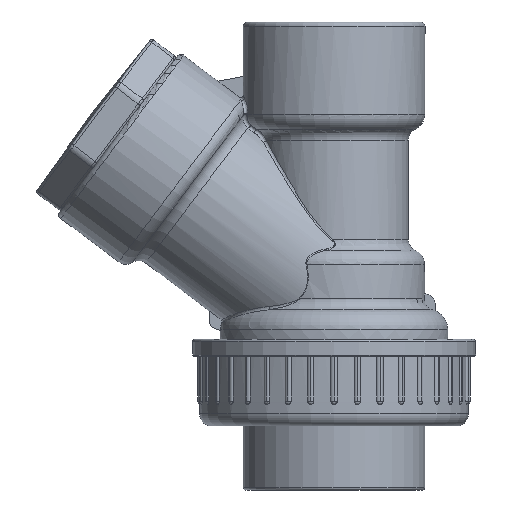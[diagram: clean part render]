
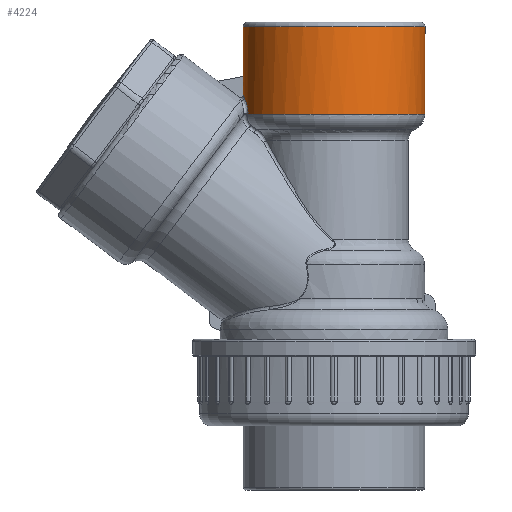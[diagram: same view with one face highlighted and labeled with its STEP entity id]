
A CAD part, left-side view. The second image highlights one B-rep face of the part: STEP entity #4224.
In plain terms, the highlighted cylindrical face has radius 37.8 mm (diameter 75.6 mm), a full revolution.
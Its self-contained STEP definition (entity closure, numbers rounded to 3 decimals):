
#119=ELLIPSE('',#5305,38.507,37.8);
#393=B_SPLINE_CURVE_WITH_KNOTS('',3,(#10225,#10226,#10227,#10228),
 .UNSPECIFIED.,.F.,.F.,(4,4),(0.,1.),.UNSPECIFIED.);
#394=B_SPLINE_CURVE_WITH_KNOTS('',3,(#10230,#10231,#10232,#10233,#10234,
#10235,#10236,#10237),.UNSPECIFIED.,.F.,.F.,(4,2,2,4),(0.,0.5,
0.75,1.),.UNSPECIFIED.);
#395=B_SPLINE_CURVE_WITH_KNOTS('',3,(#10241,#10242,#10243,#10244,#10245,
#10246,#10247,#10248),.UNSPECIFIED.,.F.,.F.,(4,2,2,4),(0.,0.25,0.5,1.),
 .UNSPECIFIED.);
#396=B_SPLINE_CURVE_WITH_KNOTS('',3,(#10250,#10251,#10252,#10253),
 .UNSPECIFIED.,.F.,.F.,(4,4),(0.,1.),.UNSPECIFIED.);
#517=LINE('',#10218,#692);
#518=LINE('',#10223,#693);
#692=VECTOR('',#6067,1.);
#693=VECTOR('',#6070,1.);
#920=CYLINDRICAL_SURFACE('',#5307,37.8);
#1161=EDGE_LOOP('',(#1668));
#1162=EDGE_LOOP('',(#1669,#1670,#1671,#1672,#1673,#1674,#1675,#1676));
#1668=ORIENTED_EDGE('',*,*,#3082,.T.);
#1669=ORIENTED_EDGE('',*,*,#3083,.T.);
#1670=ORIENTED_EDGE('',*,*,#3084,.F.);
#1671=ORIENTED_EDGE('',*,*,#3085,.F.);
#1672=ORIENTED_EDGE('',*,*,#3086,.T.);
#1673=ORIENTED_EDGE('',*,*,#3087,.T.);
#1674=ORIENTED_EDGE('',*,*,#3088,.T.);
#1675=ORIENTED_EDGE('',*,*,#3089,.T.);
#1676=ORIENTED_EDGE('',*,*,#3090,.T.);
#3082=EDGE_CURVE('',#4817,#4817,#3740,.T.);
#3083=EDGE_CURVE('',#4818,#4819,#517,.T.);
#3084=EDGE_CURVE('',#4820,#4819,#119,.T.);
#3085=EDGE_CURVE('',#4821,#4820,#518,.T.);
#3086=EDGE_CURVE('',#4821,#4822,#393,.T.);
#3087=EDGE_CURVE('',#4822,#4823,#394,.T.);
#3088=EDGE_CURVE('',#4823,#4824,#3741,.T.);
#3089=EDGE_CURVE('',#4824,#4825,#395,.T.);
#3090=EDGE_CURVE('',#4825,#4818,#396,.T.);
#3740=CIRCLE('',#5304,37.8);
#3741=CIRCLE('',#5306,37.8);
#4224=ADVANCED_FACE('',(#4575,#4576),#920,.T.);
#4575=FACE_BOUND('',#1161,.T.);
#4576=FACE_BOUND('',#1162,.T.);
#4817=VERTEX_POINT('',#10217);
#4818=VERTEX_POINT('',#10219);
#4819=VERTEX_POINT('',#10220);
#4820=VERTEX_POINT('',#10222);
#4821=VERTEX_POINT('',#10224);
#4822=VERTEX_POINT('',#10229);
#4823=VERTEX_POINT('',#10238);
#4824=VERTEX_POINT('',#10240);
#4825=VERTEX_POINT('',#10249);
#5304=AXIS2_PLACEMENT_3D('',#10216,#6065,#6066);
#5305=AXIS2_PLACEMENT_3D('',#10221,#6068,#6069);
#5306=AXIS2_PLACEMENT_3D('',#10239,#6071,#6072);
#5307=AXIS2_PLACEMENT_3D('',#10254,#6073,#6074);
#6065=DIRECTION('',(0.,0.,-1.));
#6066=DIRECTION('',(1.,0.,0.));
#6067=DIRECTION('',(0.,0.,1.));
#6068=DIRECTION('',(0.,-0.191,-0.982));
#6069=DIRECTION('',(0.,-0.982,0.191));
#6070=DIRECTION('',(0.,0.,1.));
#6071=DIRECTION('',(0.,0.,1.));
#6072=DIRECTION('',(-1.,0.,0.));
#6073=DIRECTION('',(0.,0.,1.));
#6074=DIRECTION('',(1.,0.,0.));
#10216=CARTESIAN_POINT('',(0.,219.,147.2));
#10217=CARTESIAN_POINT('',(37.8,219.,147.2));
#10218=CARTESIAN_POINT('',(1.5,256.77,19.5));
#10219=CARTESIAN_POINT('',(1.5,256.77,118.682));
#10220=CARTESIAN_POINT('',(1.5,256.77,126.626));
#10221=CARTESIAN_POINT('',(0.,219.,133.968));
#10222=CARTESIAN_POINT('',(-1.5,256.77,126.626));
#10223=CARTESIAN_POINT('',(-1.5,256.77,19.5));
#10224=CARTESIAN_POINT('',(-1.5,256.77,118.682));
#10225=CARTESIAN_POINT('',(-1.5,256.77,118.682));
#10226=CARTESIAN_POINT('',(-3.238,256.701,118.549));
#10227=CARTESIAN_POINT('',(-4.918,256.515,118.192));
#10228=CARTESIAN_POINT('',(-6.547,256.229,117.643));
#10229=CARTESIAN_POINT('',(-6.547,256.229,117.643));
#10230=CARTESIAN_POINT('',(-6.547,256.229,117.643));
#10231=CARTESIAN_POINT('',(-8.063,255.962,117.132));
#10232=CARTESIAN_POINT('',(-9.517,255.601,116.384));
#10233=CARTESIAN_POINT('',(-11.214,255.103,114.689));
#10234=CARTESIAN_POINT('',(-11.697,254.946,114.023));
#10235=CARTESIAN_POINT('',(-12.288,254.748,112.496));
#10236=CARTESIAN_POINT('',(-12.375,254.718,111.636));
#10237=CARTESIAN_POINT('',(-12.118,254.805,110.85));
#10238=CARTESIAN_POINT('',(-12.118,254.805,110.85));
#10239=CARTESIAN_POINT('',(0.,219.,110.85));
#10240=CARTESIAN_POINT('',(12.118,254.805,110.85));
#10241=CARTESIAN_POINT('',(12.118,254.805,110.85));
#10242=CARTESIAN_POINT('',(12.375,254.718,111.635));
#10243=CARTESIAN_POINT('',(12.285,254.749,112.503));
#10244=CARTESIAN_POINT('',(11.7,254.945,114.018));
#10245=CARTESIAN_POINT('',(11.216,255.102,114.686));
#10246=CARTESIAN_POINT('',(9.526,255.599,116.378));
#10247=CARTESIAN_POINT('',(8.072,255.961,117.129));
#10248=CARTESIAN_POINT('',(6.547,256.229,117.643));
#10249=CARTESIAN_POINT('',(6.547,256.229,117.643));
#10250=CARTESIAN_POINT('',(6.547,256.229,117.643));
#10251=CARTESIAN_POINT('',(4.918,256.515,118.192));
#10252=CARTESIAN_POINT('',(3.238,256.701,118.549));
#10253=CARTESIAN_POINT('',(1.5,256.77,118.682));
#10254=CARTESIAN_POINT('',(0.,219.,19.5));
